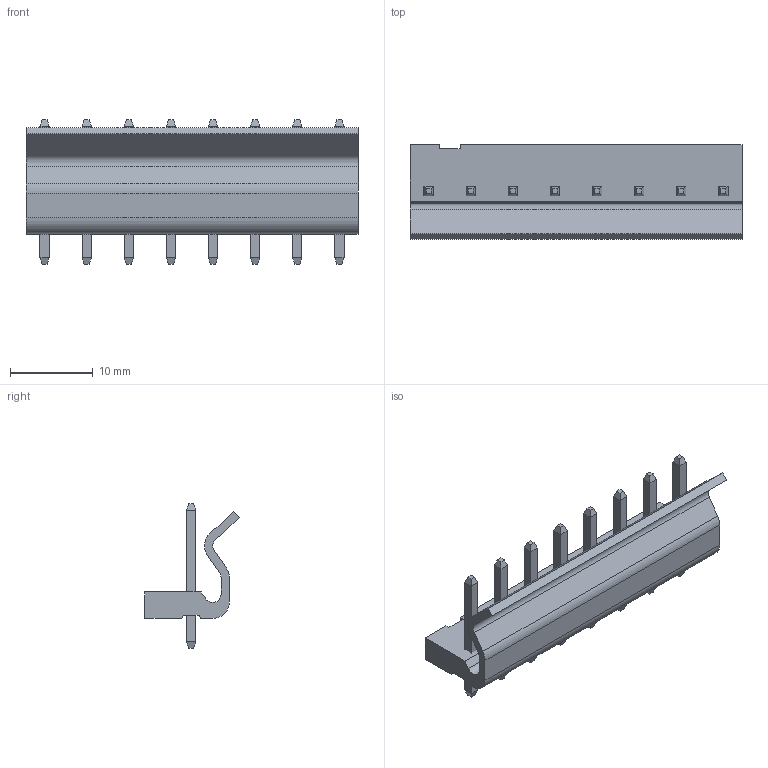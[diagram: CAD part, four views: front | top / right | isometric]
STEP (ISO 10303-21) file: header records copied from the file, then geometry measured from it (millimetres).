
FILE_DESCRIPTION(('STEP AP214'), '1');
FILE_NAME('10-32-1021', '2018-01-04T23:16:01', ('Nobody'), (''), 'ASCON STEP Converter 1.3', 'ASCON Math Kernel', '');
FILE_SCHEMA(('AUTOMOTIVE_DESIGN { 1 0 10303 214 3 1 1}'));
Length unit declared in the file: millimetre
Assembly tree (9 placements, depth 2):
  (unnamed)
    (unnamed)
    (unnamed)  x8
Bounding box: 40.06 x 11.4 x 17.45 mm (x, y, z)
Volume: 1772.5 mm3; surface area: 2732.2 mm2
Topology: 9 solids, 9 shells, 139 faces, 299 edges, 178 vertices
Faces by surface type: plane 133, cylinder 6
Entity records: 1860 total; most frequent: CARTESIAN_POINT 220, DIRECTION 217, ORIENTED_EDGE 206, EDGE_CURVE 103, LINE 91, VECTOR 91, VERTEX_POINT 66, AXIS2_PLACEMENT_3D 63
